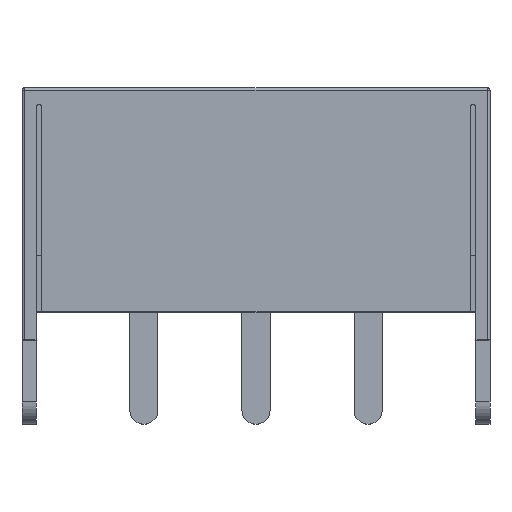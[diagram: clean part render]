
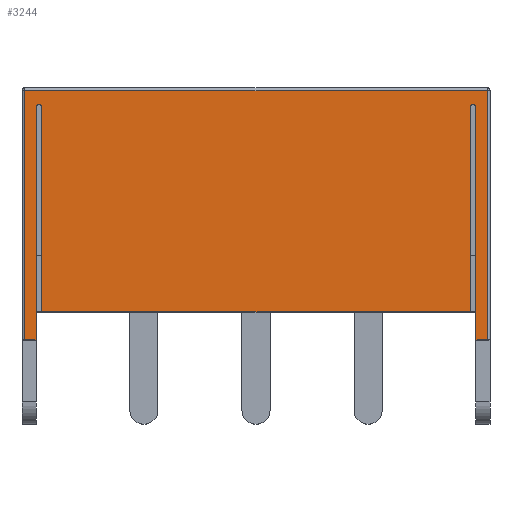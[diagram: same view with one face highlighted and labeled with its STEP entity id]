
A CAD part, top view. The second image highlights one B-rep face of the part: STEP entity #3244.
In plain terms, the highlighted planar face has unit normal (0, 0, 1).
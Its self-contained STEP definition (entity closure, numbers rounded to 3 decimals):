
#12 = ORIENTED_EDGE ( 'NONE', *, *, #475, .T. ) ;
#51 = FACE_OUTER_BOUND ( 'NONE', #4630, .T. ) ;
#82 = DIRECTION ( 'NONE',  ( 0., 1., 0. ) ) ;
#186 = VECTOR ( 'NONE', #82, 1000. ) ;
#216 = EDGE_CURVE ( 'NONE', #1255, #1048, #4563, .T. ) ;
#331 = ORIENTED_EDGE ( 'NONE', *, *, #3206, .F. ) ;
#341 = DIRECTION ( 'NONE',  ( -1., 0., 0. ) ) ;
#430 = LINE ( 'NONE', #3385, #4599 ) ;
#475 = EDGE_CURVE ( 'NONE', #2027, #3095, #3279, .T. ) ;
#509 = LINE ( 'NONE', #3496, #1984 ) ;
#536 = CARTESIAN_POINT ( 'NONE',  ( -7.65, 1.01, 3.75 ) ) ;
#546 = AXIS2_PLACEMENT_3D ( 'NONE', #3639, #1434, #4075 ) ;
#560 = DIRECTION ( 'NONE',  ( 0., -1., 0. ) ) ;
#588 = CARTESIAN_POINT ( 'NONE',  ( -7.85, 8.3, 3.75 ) ) ;
#604 = DIRECTION ( 'NONE',  ( -1., 0., 0. ) ) ;
#693 = CARTESIAN_POINT ( 'NONE',  ( 8.35, 8.9, 3.75 ) ) ;
#719 = VERTEX_POINT ( 'NONE', #1826 ) ;
#746 = LINE ( 'NONE', #4479, #4654 ) ;
#776 = CIRCLE ( 'NONE', #2403, 0.1 ) ;
#784 = VERTEX_POINT ( 'NONE', #2628 ) ;
#792 = DIRECTION ( 'NONE',  ( 0., 0., -1. ) ) ;
#870 = EDGE_CURVE ( 'NONE', #890, #1539, #2317, .T. ) ;
#876 = VECTOR ( 'NONE', #1285, 1000. ) ;
#890 = VERTEX_POINT ( 'NONE', #4629 ) ;
#896 = LINE ( 'NONE', #3134, #876 ) ;
#983 = DIRECTION ( 'NONE',  ( 0., 1., 0. ) ) ;
#1028 = ORIENTED_EDGE ( 'NONE', *, *, #4418, .T. ) ;
#1048 = VERTEX_POINT ( 'NONE', #1815 ) ;
#1152 = DIRECTION ( 'NONE',  ( -1., 0., 0. ) ) ;
#1185 = ORIENTED_EDGE ( 'NONE', *, *, #870, .F. ) ;
#1198 = DIRECTION ( 'NONE',  ( -1., 0., 0. ) ) ;
#1255 = VERTEX_POINT ( 'NONE', #2548 ) ;
#1285 = DIRECTION ( 'NONE',  ( 0., -1., 0. ) ) ;
#1377 = VECTOR ( 'NONE', #604, 1000. ) ;
#1434 = DIRECTION ( 'NONE',  ( 0., 0., -1. ) ) ;
#1448 = CARTESIAN_POINT ( 'NONE',  ( 8.35, 0., 3.75 ) ) ;
#1479 = EDGE_CURVE ( 'NONE', #2170, #784, #776, .T. ) ;
#1513 = PLANE ( 'NONE',  #3514 ) ;
#1539 = VERTEX_POINT ( 'NONE', #4190 ) ;
#1687 = EDGE_CURVE ( 'NONE', #2170, #890, #509, .T. ) ;
#1734 = LINE ( 'NONE', #4738, #3235 ) ;
#1759 = ORIENTED_EDGE ( 'NONE', *, *, #1479, .T. ) ;
#1781 = EDGE_CURVE ( 'NONE', #784, #1048, #746, .T. ) ;
#1804 = VECTOR ( 'NONE', #3447, 1000. ) ;
#1815 = CARTESIAN_POINT ( 'NONE',  ( -7.65, 1.01, 3.75 ) ) ;
#1826 = CARTESIAN_POINT ( 'NONE',  ( 7.85, 0., 3.75 ) ) ;
#1859 = ORIENTED_EDGE ( 'NONE', *, *, #216, .F. ) ;
#1936 = CARTESIAN_POINT ( 'NONE',  ( -7.75, 8.3, 3.75 ) ) ;
#1984 = VECTOR ( 'NONE', #560, 1000. ) ;
#2027 = VERTEX_POINT ( 'NONE', #3691 ) ;
#2156 = CARTESIAN_POINT ( 'NONE',  ( -8.25, 8.9, 3.75 ) ) ;
#2170 = VERTEX_POINT ( 'NONE', #588 ) ;
#2199 = ORIENTED_EDGE ( 'NONE', *, *, #1781, .T. ) ;
#2317 = LINE ( 'NONE', #3803, #1804 ) ;
#2371 = VECTOR ( 'NONE', #341, 1000. ) ;
#2372 = VERTEX_POINT ( 'NONE', #3428 ) ;
#2403 = AXIS2_PLACEMENT_3D ( 'NONE', #1936, #4496, #1198 ) ;
#2548 = CARTESIAN_POINT ( 'NONE',  ( 7.65, 1.01, 3.75 ) ) ;
#2628 = CARTESIAN_POINT ( 'NONE',  ( -7.65, 8.3, 3.75 ) ) ;
#2635 = CIRCLE ( 'NONE', #546, 0.1 ) ;
#2656 = LINE ( 'NONE', #3351, #186 ) ;
#2745 = ORIENTED_EDGE ( 'NONE', *, *, #2809, .T. ) ;
#2809 = EDGE_CURVE ( 'NONE', #2877, #2372, #2635, .T. ) ;
#2877 = VERTEX_POINT ( 'NONE', #3323 ) ;
#2949 = DIRECTION ( 'NONE',  ( 0., -1., 0. ) ) ;
#3003 = CARTESIAN_POINT ( 'NONE',  ( 8.35, 0., 3.75 ) ) ;
#3007 = DIRECTION ( 'NONE',  ( 0., -1., 0. ) ) ;
#3060 = EDGE_CURVE ( 'NONE', #2372, #719, #896, .T. ) ;
#3095 = VERTEX_POINT ( 'NONE', #2156 ) ;
#3134 = CARTESIAN_POINT ( 'NONE',  ( 7.85, 1., 3.75 ) ) ;
#3181 = ORIENTED_EDGE ( 'NONE', *, *, #3060, .T. ) ;
#3206 = EDGE_CURVE ( 'NONE', #4014, #719, #4741, .T. ) ;
#3235 = VECTOR ( 'NONE', #983, 1000. ) ;
#3236 = ORIENTED_EDGE ( 'NONE', *, *, #4223, .T. ) ;
#3244 = ADVANCED_FACE ( 'NONE', ( #51 ), #1513, .F. ) ;
#3279 = LINE ( 'NONE', #693, #2371 ) ;
#3323 = CARTESIAN_POINT ( 'NONE',  ( 7.65, 8.3, 3.75 ) ) ;
#3351 = CARTESIAN_POINT ( 'NONE',  ( 8.25, 0., 3.75 ) ) ;
#3385 = CARTESIAN_POINT ( 'NONE',  ( -8.25, 0., 3.75 ) ) ;
#3428 = CARTESIAN_POINT ( 'NONE',  ( 7.85, 8.3, 3.75 ) ) ;
#3447 = DIRECTION ( 'NONE',  ( -1., 0., 0. ) ) ;
#3496 = CARTESIAN_POINT ( 'NONE',  ( -7.85, 1., 3.75 ) ) ;
#3514 = AXIS2_PLACEMENT_3D ( 'NONE', #3003, #792, #1152 ) ;
#3639 = CARTESIAN_POINT ( 'NONE',  ( 7.75, 8.3, 3.75 ) ) ;
#3691 = CARTESIAN_POINT ( 'NONE',  ( 8.25, 8.9, 3.75 ) ) ;
#3761 = EDGE_CURVE ( 'NONE', #4014, #2027, #2656, .T. ) ;
#3762 = ORIENTED_EDGE ( 'NONE', *, *, #3761, .T. ) ;
#3803 = CARTESIAN_POINT ( 'NONE',  ( 8.35, 0., 3.75 ) ) ;
#4014 = VERTEX_POINT ( 'NONE', #4475 ) ;
#4075 = DIRECTION ( 'NONE',  ( -1., 0., 0. ) ) ;
#4091 = DIRECTION ( 'NONE',  ( -1., 0., 0. ) ) ;
#4190 = CARTESIAN_POINT ( 'NONE',  ( -8.25, 0., 3.75 ) ) ;
#4223 = EDGE_CURVE ( 'NONE', #1255, #2877, #1734, .T. ) ;
#4268 = VECTOR ( 'NONE', #4091, 1000. ) ;
#4418 = EDGE_CURVE ( 'NONE', #3095, #1539, #430, .T. ) ;
#4475 = CARTESIAN_POINT ( 'NONE',  ( 8.25, 0., 3.75 ) ) ;
#4479 = CARTESIAN_POINT ( 'NONE',  ( -7.65, 1., 3.75 ) ) ;
#4496 = DIRECTION ( 'NONE',  ( 0., 0., -1. ) ) ;
#4563 = LINE ( 'NONE', #536, #1377 ) ;
#4599 = VECTOR ( 'NONE', #2949, 1000. ) ;
#4629 = CARTESIAN_POINT ( 'NONE',  ( -7.85, 0., 3.75 ) ) ;
#4630 = EDGE_LOOP ( 'NONE', ( #12, #1028, #1185, #4761, #1759, #2199, #1859, #3236, #2745, #3181, #331, #3762 ) ) ;
#4654 = VECTOR ( 'NONE', #3007, 1000. ) ;
#4738 = CARTESIAN_POINT ( 'NONE',  ( 7.65, 1., 3.75 ) ) ;
#4741 = LINE ( 'NONE', #1448, #4268 ) ;
#4761 = ORIENTED_EDGE ( 'NONE', *, *, #1687, .F. ) ;
